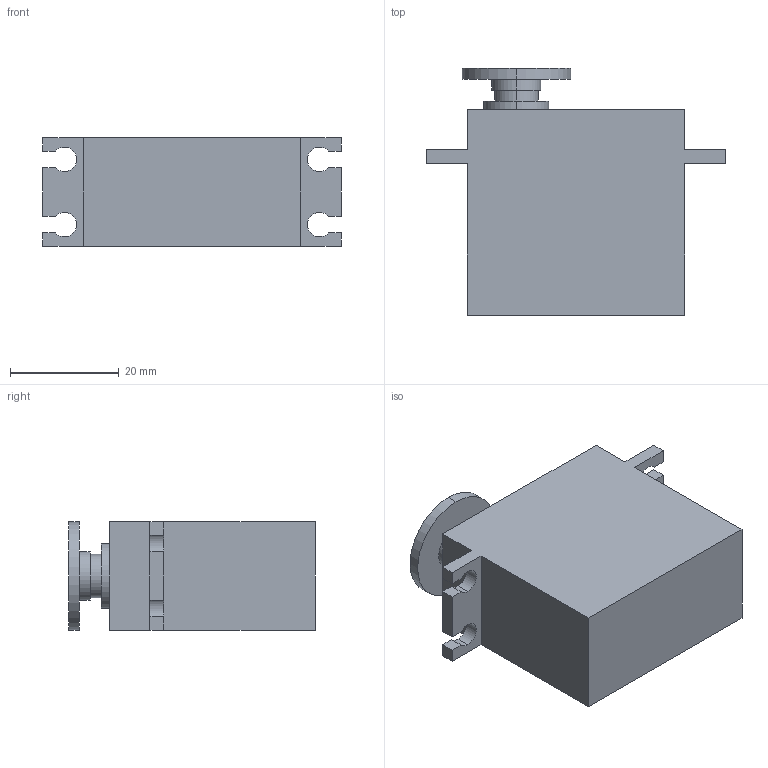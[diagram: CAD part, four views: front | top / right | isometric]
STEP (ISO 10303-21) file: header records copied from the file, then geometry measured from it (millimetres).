
FILE_DESCRIPTION (( 'STEP AP203' ), '1' );
FILE_NAME ('360 servo_Default_sldprt.STEP', '2022-06-28T16:54:29', ( '' ), ( '' ), 'SwSTEP 2.0', 'SolidWorks 2021', '' );
FILE_SCHEMA (( 'CONFIG_CONTROL_DESIGN' ));
Length unit declared in the file: millimetre
Products named in the file (1): 360 servo_Default_sldprt
Bounding box: 55 x 45.5 x 20 mm (x, y, z)
Volume: 31958.8 mm3; surface area: 7730.5 mm2
Topology: 2 solids, 2 shells, 51 faces, 132 edges, 88 vertices
Faces by surface type: plane 31, cylinder 20
Entity records: 1641 total; most frequent: DIRECTION 276, CARTESIAN_POINT 272, ORIENTED_EDGE 264, EDGE_CURVE 132, LINE 92, VECTOR 92, AXIS2_PLACEMENT_3D 92, VERTEX_POINT 88
